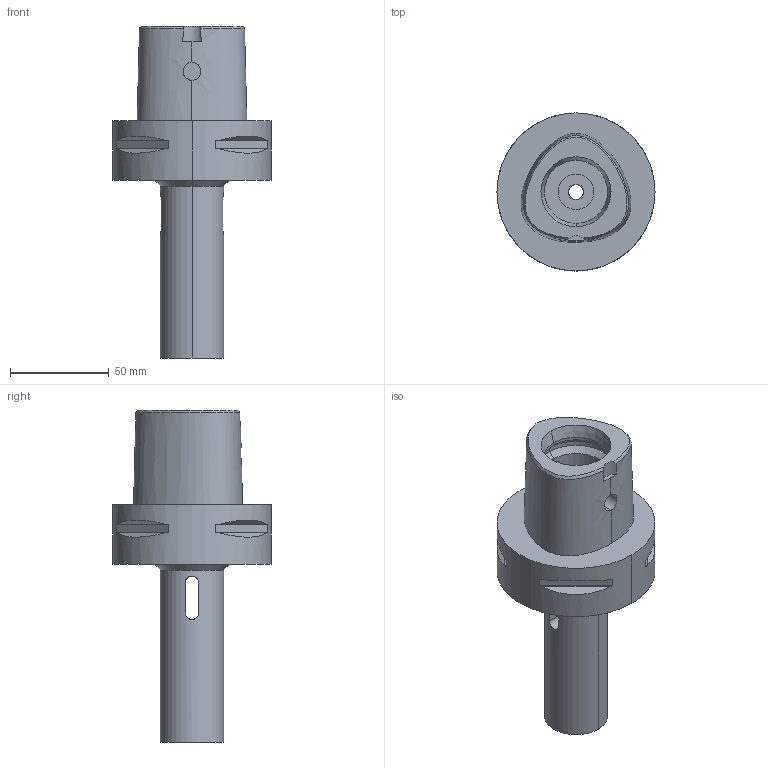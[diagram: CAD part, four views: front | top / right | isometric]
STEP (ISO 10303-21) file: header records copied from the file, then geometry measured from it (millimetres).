
FILE_DESCRIPTION((''),'2;1');
FILE_NAME('C8-MTA2-120','2019-02-05T',('ykawabe'),(''),'CREO PARAMETRIC BY PTC INC, 2016380','CREO PARAMETRIC BY PTC INC, 2016380','');
FILE_SCHEMA(('AUTOMOTIVE_DESIGN { 1 0 10303 214 1 1 1 1 }'));
Length unit declared in the file: millimetre
Products named in the file (1): C8-MTA2-120
Bounding box: 80 x 80 x 168 mm (x, y, z)
Volume: 276570.4 mm3; surface area: 44960.1 mm2
Topology: 1 solids, 1 shells, 77 faces, 194 edges, 125 vertices
Faces by surface type: plane 36, cylinder 27, cone 8, bspline 4, torus 2
Entity records: 4367 total; most frequent: CARTESIAN_POINT 1673, ORIENTED_EDGE 388, DIRECTION 380, PRESENTATION_STYLE_ASSIGNMENT 199, STYLED_ITEM 199, CURVE_STYLE 198, EDGE_CURVE 194, AXIS2_PLACEMENT_3D 148
